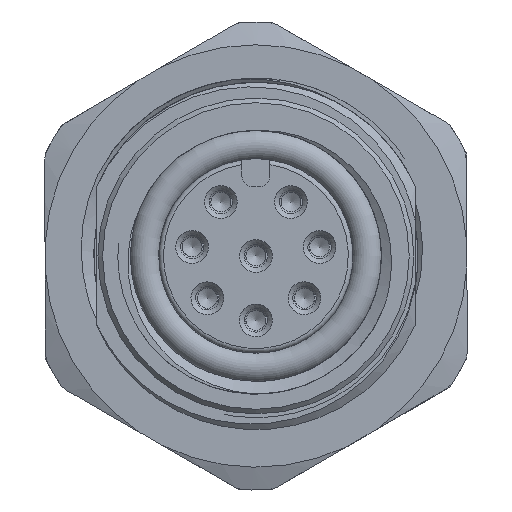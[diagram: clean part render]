
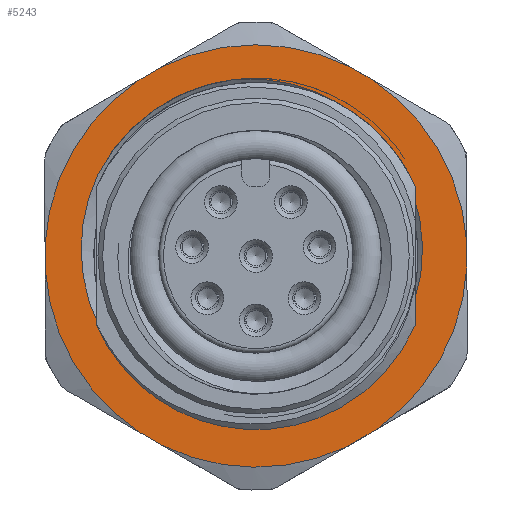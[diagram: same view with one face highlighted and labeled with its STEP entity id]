
A CAD part, front view. The second image highlights one B-rep face of the part: STEP entity #5243.
In plain terms, the highlighted face is planar.
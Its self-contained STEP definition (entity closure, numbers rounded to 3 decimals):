
#419=B_SPLINE_CURVE_WITH_KNOTS('',3,(#29694,#29695,#29696,#29697,#29698,
#29699,#29700),.UNSPECIFIED.,.F.,.F.,(4,1,1,1,4),(0.,0.004,
0.009,0.013,0.017),
 .UNSPECIFIED.);
#420=B_SPLINE_CURVE_WITH_KNOTS('',3,(#29704,#29705,#29706,#29707,#29708,
#29709,#29710),.UNSPECIFIED.,.F.,.F.,(4,1,1,1,4),(0.,
0.004,0.009,0.013,0.017),
 .UNSPECIFIED.);
#537=PLANE('',#6097);
#759=CIRCLE('',#6098,7.6);
#760=CIRCLE('',#6099,6.93);
#761=CIRCLE('',#6100,9.024);
#762=CIRCLE('',#6101,9.024);
#763=CIRCLE('',#6102,9.024);
#764=CIRCLE('',#6103,9.024);
#765=CIRCLE('',#6104,9.024);
#766=CIRCLE('',#6105,9.024);
#1736=ORIENTED_EDGE('',*,*,#2731,.T.);
#1737=ORIENTED_EDGE('',*,*,#2732,.T.);
#1738=ORIENTED_EDGE('',*,*,#2733,.T.);
#1739=ORIENTED_EDGE('',*,*,#2734,.T.);
#1740=ORIENTED_EDGE('',*,*,#2735,.F.);
#1741=ORIENTED_EDGE('',*,*,#2736,.T.);
#1742=ORIENTED_EDGE('',*,*,#2737,.F.);
#1743=ORIENTED_EDGE('',*,*,#2738,.T.);
#1744=ORIENTED_EDGE('',*,*,#2739,.F.);
#1745=ORIENTED_EDGE('',*,*,#2740,.T.);
#1746=ORIENTED_EDGE('',*,*,#2741,.F.);
#1747=ORIENTED_EDGE('',*,*,#2742,.T.);
#1748=ORIENTED_EDGE('',*,*,#2743,.F.);
#1749=ORIENTED_EDGE('',*,*,#2744,.T.);
#1750=ORIENTED_EDGE('',*,*,#2745,.F.);
#1751=ORIENTED_EDGE('',*,*,#2746,.T.);
#2731=EDGE_CURVE('',#3325,#3326,#759,.T.);
#2732=EDGE_CURVE('',#3326,#3327,#419,.T.);
#2733=EDGE_CURVE('',#3327,#3328,#760,.F.);
#2734=EDGE_CURVE('',#3328,#3325,#420,.T.);
#2735=EDGE_CURVE('',#3329,#3330,#761,.F.);
#2736=EDGE_CURVE('',#3329,#3331,#3646,.T.);
#2737=EDGE_CURVE('',#3332,#3331,#762,.F.);
#2738=EDGE_CURVE('',#3332,#3333,#3647,.T.);
#2739=EDGE_CURVE('',#3334,#3333,#763,.F.);
#2740=EDGE_CURVE('',#3334,#3335,#3648,.T.);
#2741=EDGE_CURVE('',#3336,#3335,#764,.F.);
#2742=EDGE_CURVE('',#3336,#3337,#3649,.T.);
#2743=EDGE_CURVE('',#3338,#3337,#765,.F.);
#2744=EDGE_CURVE('',#3338,#3339,#3650,.T.);
#2745=EDGE_CURVE('',#3340,#3339,#766,.F.);
#2746=EDGE_CURVE('',#3340,#3330,#3651,.T.);
#3325=VERTEX_POINT('',#29692);
#3326=VERTEX_POINT('',#29693);
#3327=VERTEX_POINT('',#29701);
#3328=VERTEX_POINT('',#29703);
#3329=VERTEX_POINT('',#29712);
#3330=VERTEX_POINT('',#29713);
#3331=VERTEX_POINT('',#29715);
#3332=VERTEX_POINT('',#29717);
#3333=VERTEX_POINT('',#29719);
#3334=VERTEX_POINT('',#29721);
#3335=VERTEX_POINT('',#29723);
#3336=VERTEX_POINT('',#29725);
#3337=VERTEX_POINT('',#29727);
#3338=VERTEX_POINT('',#29729);
#3339=VERTEX_POINT('',#29731);
#3340=VERTEX_POINT('',#29733);
#3646=LINE('',#29714,#3878);
#3647=LINE('',#29718,#3879);
#3648=LINE('',#29722,#3880);
#3649=LINE('',#29726,#3881);
#3650=LINE('',#29730,#3882);
#3651=LINE('',#29734,#3883);
#3878=VECTOR('',#7110,1000.);
#3879=VECTOR('',#7113,1000.);
#3880=VECTOR('',#7116,1000.);
#3881=VECTOR('',#7119,1000.);
#3882=VECTOR('',#7122,1000.);
#3883=VECTOR('',#7125,1000.);
#4267=EDGE_LOOP('',(#1736,#1737,#1738,#1739));
#4268=EDGE_LOOP('',(#1740,#1741,#1742,#1743,#1744,#1745,#1746,#1747,#1748,
#1749,#1750,#1751));
#4746=FACE_BOUND('',#4267,.T.);
#4747=FACE_BOUND('',#4268,.T.);
#5243=ADVANCED_FACE('',(#4746,#4747),#537,.T.);
#6097=AXIS2_PLACEMENT_3D('',#29690,#7102,#7103);
#6098=AXIS2_PLACEMENT_3D('',#29691,#7104,#7105);
#6099=AXIS2_PLACEMENT_3D('',#29702,#7106,#7107);
#6100=AXIS2_PLACEMENT_3D('',#29711,#7108,#7109);
#6101=AXIS2_PLACEMENT_3D('',#29716,#7111,#7112);
#6102=AXIS2_PLACEMENT_3D('',#29720,#7114,#7115);
#6103=AXIS2_PLACEMENT_3D('',#29724,#7117,#7118);
#6104=AXIS2_PLACEMENT_3D('',#29728,#7120,#7121);
#6105=AXIS2_PLACEMENT_3D('',#29732,#7123,#7124);
#7102=DIRECTION('',(1.,0.,0.));
#7103=DIRECTION('',(0.,0.,-1.));
#7104=DIRECTION('',(-1.,0.,0.));
#7105=DIRECTION('',(0.,1.,0.));
#7106=DIRECTION('',(1.,0.,0.));
#7107=DIRECTION('',(0.,0.,-1.));
#7108=DIRECTION('',(1.,0.,0.));
#7109=DIRECTION('',(0.,0.,-1.));
#7110=DIRECTION('',(0.,1.,0.));
#7111=DIRECTION('',(1.,0.,0.));
#7112=DIRECTION('',(0.,0.,-1.));
#7113=DIRECTION('',(0.,0.497,0.868));
#7114=DIRECTION('',(1.,0.,0.));
#7115=DIRECTION('',(0.,0.,-1.));
#7116=DIRECTION('',(0.,-0.497,0.868));
#7117=DIRECTION('',(1.,0.,0.));
#7118=DIRECTION('',(0.,0.,-1.));
#7119=DIRECTION('',(0.,-1.,0.));
#7120=DIRECTION('',(1.,0.,0.));
#7121=DIRECTION('',(0.,0.,-1.));
#7122=DIRECTION('',(0.,-0.498,-0.867));
#7123=DIRECTION('',(1.,0.,0.));
#7124=DIRECTION('',(0.,0.,-1.));
#7125=DIRECTION('',(0.,0.498,-0.867));
#29690=CARTESIAN_POINT('',(1.5,0.,0.));
#29691=CARTESIAN_POINT('',(1.5,0.,0.));
#29692=CARTESIAN_POINT('',(1.5,-4.081,6.411));
#29693=CARTESIAN_POINT('',(1.5,3.02,6.974));
#29694=CARTESIAN_POINT('',(1.5,3.02,6.974));
#29695=CARTESIAN_POINT('',(1.5,4.318,6.354));
#29696=CARTESIAN_POINT('',(1.5,6.523,4.378));
#29697=CARTESIAN_POINT('',(1.5,7.706,0.079));
#29698=CARTESIAN_POINT('',(1.5,6.285,-4.171));
#29699=CARTESIAN_POINT('',(1.5,3.917,-5.964));
#29700=CARTESIAN_POINT('',(1.5,2.558,-6.441));
#29701=CARTESIAN_POINT('',(1.5,2.558,-6.441));
#29702=CARTESIAN_POINT('',(1.5,0.,0.));
#29703=CARTESIAN_POINT('',(1.5,-1.511,-6.763));
#29704=CARTESIAN_POINT('',(1.5,-1.511,-6.763));
#29705=CARTESIAN_POINT('',(1.5,-2.927,-6.508));
#29706=CARTESIAN_POINT('',(1.5,-5.554,-5.103));
#29707=CARTESIAN_POINT('',(1.5,-7.621,-1.142));
#29708=CARTESIAN_POINT('',(1.5,-7.131,3.298));
#29709=CARTESIAN_POINT('',(1.5,-5.265,5.594));
#29710=CARTESIAN_POINT('',(1.5,-4.081,6.411));
#29711=CARTESIAN_POINT('',(1.5,0.,0.));
#29712=CARTESIAN_POINT('',(1.5,-0.764,-8.992));
#29713=CARTESIAN_POINT('',(1.5,-7.542,-4.955));
#29714=CARTESIAN_POINT('',(1.5,-4.376,-8.992));
#29715=CARTESIAN_POINT('',(1.5,0.764,-8.992));
#29716=CARTESIAN_POINT('',(1.5,0.,0.));
#29717=CARTESIAN_POINT('',(1.5,7.551,-4.941));
#29718=CARTESIAN_POINT('',(1.5,5.661,-8.243));
#29719=CARTESIAN_POINT('',(1.5,8.085,-4.008));
#29720=CARTESIAN_POINT('',(1.5,0.,0.));
#29721=CARTESIAN_POINT('',(1.5,8.085,4.008));
#29722=CARTESIAN_POINT('',(1.5,9.975,0.706));
#29723=CARTESIAN_POINT('',(1.5,7.551,4.941));
#29724=CARTESIAN_POINT('',(1.5,0.,0.));
#29725=CARTESIAN_POINT('',(1.5,0.537,9.008));
#29726=CARTESIAN_POINT('',(1.5,4.342,9.008));
#29727=CARTESIAN_POINT('',(1.5,-0.537,9.008));
#29728=CARTESIAN_POINT('',(1.5,0.,0.));
#29729=CARTESIAN_POINT('',(1.5,-7.542,4.955));
#29730=CARTESIAN_POINT('',(1.5,-5.646,8.254));
#29731=CARTESIAN_POINT('',(1.5,-8.078,4.024));
#29732=CARTESIAN_POINT('',(1.5,0.,0.));
#29733=CARTESIAN_POINT('',(1.5,-8.078,-4.024));
#29734=CARTESIAN_POINT('',(1.5,-9.974,-0.725));
